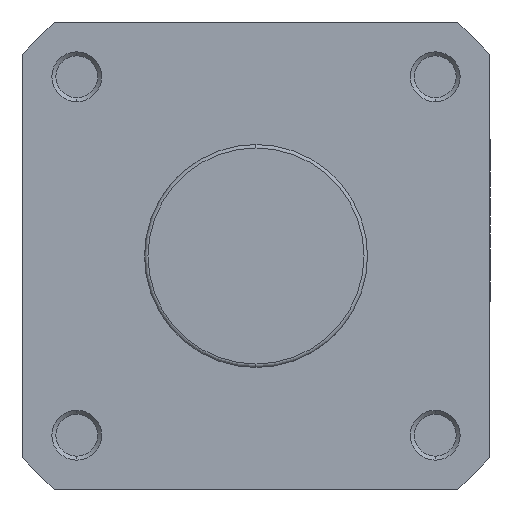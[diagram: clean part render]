
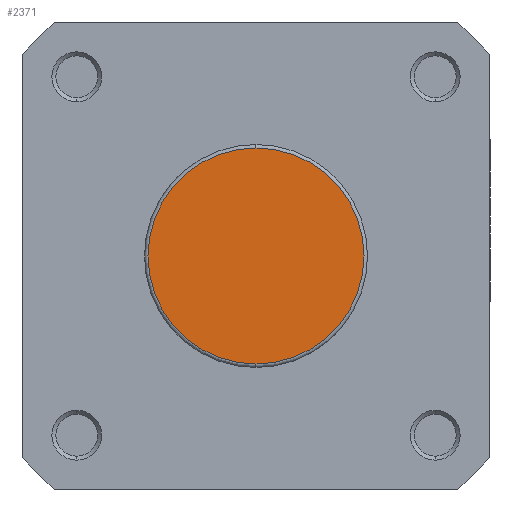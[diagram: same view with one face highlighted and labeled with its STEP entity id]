
A CAD part, left-side view. The second image highlights one B-rep face of the part: STEP entity #2371.
In plain terms, the highlighted planar face has unit normal (-1, 0, 0).
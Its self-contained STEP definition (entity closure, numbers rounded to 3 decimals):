
#314 = CIRCLE ( 'NONE', #4879, 21.7 ) ;
#746 = CARTESIAN_POINT ( 'NONE',  ( 0., 0., 0. ) ) ;
#747 = DIRECTION ( 'NONE',  ( -1., 0., 0. ) ) ;
#748 = DIRECTION ( 'NONE',  ( 0., 0., -1. ) ) ;
#1568 = CARTESIAN_POINT ( 'NONE',  ( 0., 0., 21.7 ) ) ;
#1579 = VERTEX_POINT ( 'NONE', #1568 ) ;
#1612 = VERTEX_POINT ( 'NONE', #2522 ) ;
#1880 = EDGE_CURVE ( 'NONE', #1612, #1579, #3920, .T. ) ;
#2042 = EDGE_LOOP ( 'NONE', ( #2138, #2137 ) ) ;
#2137 = ORIENTED_EDGE ( 'NONE', *, *, #2908, .T. ) ;
#2138 = ORIENTED_EDGE ( 'NONE', *, *, #1880, .T. ) ;
#2171 = DIRECTION ( 'NONE',  ( -1., 0., 0. ) ) ;
#2179 = DIRECTION ( 'NONE',  ( 0., 0., -1. ) ) ;
#2187 = CARTESIAN_POINT ( 'NONE',  ( 0., 0., 0. ) ) ;
#2371 = ADVANCED_FACE ( 'NONE', ( #4203 ), #5510, .F. ) ;
#2522 = CARTESIAN_POINT ( 'NONE',  ( 0., 0., -21.7 ) ) ;
#2908 = EDGE_CURVE ( 'NONE', #1579, #1612, #314, .T. ) ;
#3920 = CIRCLE ( 'NONE', #4602, 21.7 ) ;
#4203 = FACE_OUTER_BOUND ( 'NONE', #2042, .T. ) ;
#4602 = AXIS2_PLACEMENT_3D ( 'NONE', #2187, #2171, #2179 ) ;
#4759 = AXIS2_PLACEMENT_3D ( 'NONE', #5509, #5512, #5513 ) ;
#4879 = AXIS2_PLACEMENT_3D ( 'NONE', #746, #747, #748 ) ;
#5509 = CARTESIAN_POINT ( 'NONE',  ( 0., 22.4, 0. ) ) ;
#5510 = PLANE ( 'NONE',  #4759 ) ;
#5512 = DIRECTION ( 'NONE',  ( 1., 0., 0. ) ) ;
#5513 = DIRECTION ( 'NONE',  ( 0., 0., -1. ) ) ;
